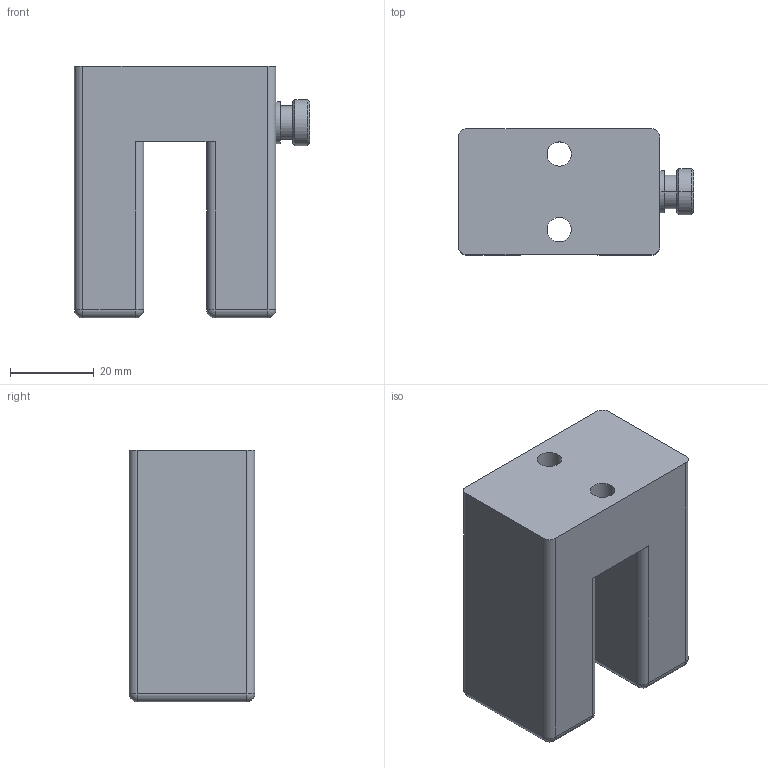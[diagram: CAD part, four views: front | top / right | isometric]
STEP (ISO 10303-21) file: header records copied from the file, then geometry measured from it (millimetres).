
FILE_DESCRIPTION((''),'2;1');
FILE_NAME('PRT0002','2012-02-14T',('dhelisch'),(''),'PRO/ENGINEER BY PARAMETRIC TECHNOLOGY CORPORATION, 2007250','PRO/ENGINEER BY PARAMETRIC TECHNOLOGY CORPORATION, 2007250','');
FILE_SCHEMA(('CONFIG_CONTROL_DESIGN'));
Length unit declared in the file: millimetre
Products named in the file (1): PRT0002
Bounding box: 56 x 30 x 60 mm (x, y, z)
Volume: 66129.6 mm3; surface area: 13981.5 mm2
Topology: 1 solids, 1 shells, 57 faces, 122 edges, 72 vertices
Faces by surface type: cylinder 30, plane 15, sphere 8, cone 4
Entity records: 2180 total; most frequent: DIRECTION 300, CARTESIAN_POINT 251, ORIENTED_EDGE 244, PRESENTATION_STYLE_ASSIGNMENT 136, STYLED_ITEM 123, CURVE_STYLE 122, EDGE_CURVE 122, AXIS2_PLACEMENT_3D 121
